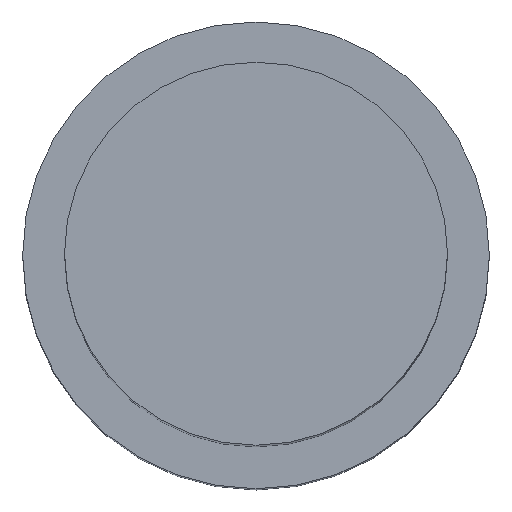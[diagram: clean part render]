
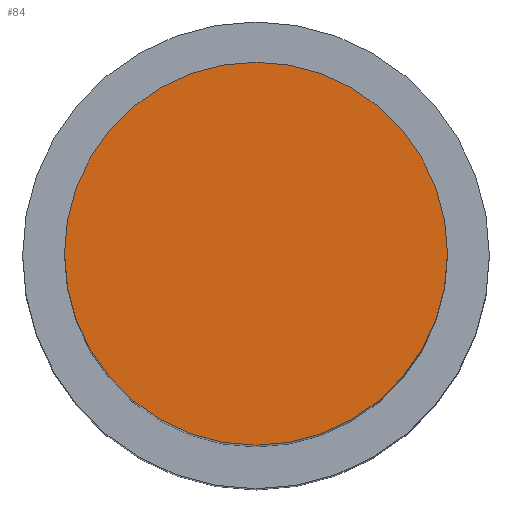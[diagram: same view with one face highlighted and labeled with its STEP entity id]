
A CAD part, top view. The second image highlights one B-rep face of the part: STEP entity #84.
In plain terms, the highlighted planar face has unit normal (0, 0, 1).
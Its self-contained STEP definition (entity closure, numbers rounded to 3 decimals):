
#59=EDGE_CURVE('240[2]',#131,#131,#132,.T.);
#84=ADVANCED_FACE('240[2]',(#170),#171,.T.);
#131=VERTEX_POINT('',#218);
#132=CIRCLE('',#219,16.0);
#170=FACE_OUTER_BOUND('',#330,.T.);
#171=PLANE('',#331);
#218=CARTESIAN_POINT('',(0.,16.0,80.));
#219=AXIS2_PLACEMENT_3D('',#433,#434,#435);
#330=EDGE_LOOP('',(#473));
#331=AXIS2_PLACEMENT_3D('',#474,#475,#476);
#433=CARTESIAN_POINT('',(0.,0.,80.));
#434=DIRECTION('',(0.,0.,-1.0));
#435=DIRECTION('',(0.,1.0,0.));
#473=ORIENTED_EDGE('',*,*,#59,.F.);
#474=CARTESIAN_POINT('',(0.,8.0,80.));
#475=DIRECTION('',(0.,0.,1.0));
#476=DIRECTION('',(1.0,0.,0.0));
